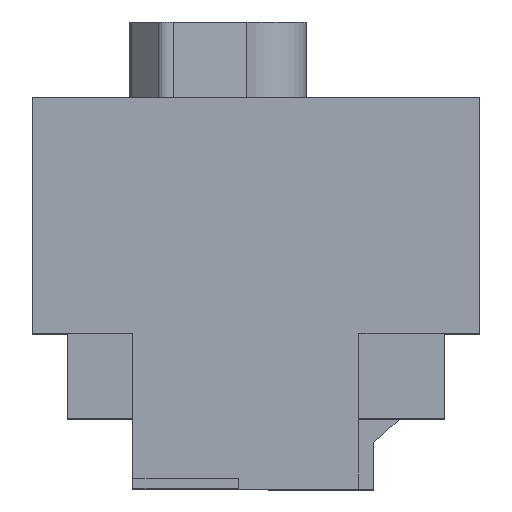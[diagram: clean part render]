
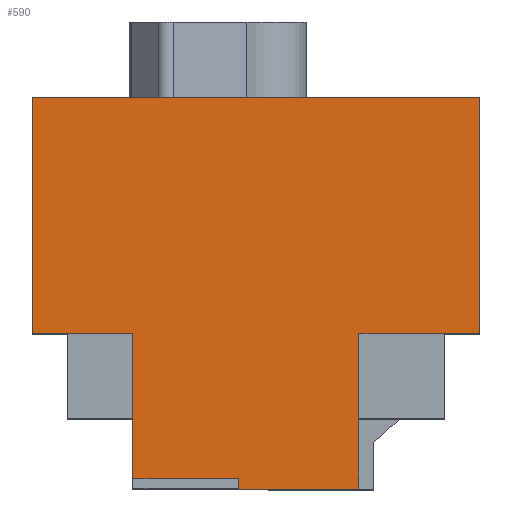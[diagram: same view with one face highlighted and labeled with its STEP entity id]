
A CAD part, top view. The second image highlights one B-rep face of the part: STEP entity #590.
In plain terms, the highlighted planar face has unit normal (0, 0, 1).
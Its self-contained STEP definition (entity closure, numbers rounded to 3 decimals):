
#57 = DIRECTION ( 'NONE',  ( 0., -1., 0. ) ) ;
#59 = CARTESIAN_POINT ( 'NONE',  ( 20., -31., 0. ) ) ;
#63 = CARTESIAN_POINT ( 'NONE',  ( 0., 47., 0. ) ) ;
#76 = CARTESIAN_POINT ( 'NONE',  ( 41., -31., 0. ) ) ;
#92 = FACE_OUTER_BOUND ( 'NONE', #1330, .T. ) ;
#93 = LINE ( 'NONE', #1331, #120 ) ;
#94 = LINE ( 'NONE', #424, #272 ) ;
#95 = EDGE_CURVE ( 'NONE', #856, #291, #1108, .T. ) ;
#97 = CARTESIAN_POINT ( 'NONE',  ( 26.5, -29., 0. ) ) ;
#106 = LINE ( 'NONE', #97, #1155 ) ;
#108 = CARTESIAN_POINT ( 'NONE',  ( 20., -31., 0. ) ) ;
#117 = EDGE_CURVE ( 'NONE', #423, #743, #324, .T. ) ;
#120 = VECTOR ( 'NONE', #1197, 1000. ) ;
#138 = CARTESIAN_POINT ( 'NONE',  ( 26.5, -29., 0. ) ) ;
#140 = CARTESIAN_POINT ( 'NONE',  ( 0., -29., 0. ) ) ;
#144 = DIRECTION ( 'NONE',  ( 0., 0., -1. ) ) ;
#150 = CARTESIAN_POINT ( 'NONE',  ( 65., -31., 0. ) ) ;
#173 = VERTEX_POINT ( 'NONE', #1085 ) ;
#187 = ORIENTED_EDGE ( 'NONE', *, *, #345, .F. ) ;
#188 = VERTEX_POINT ( 'NONE', #138 ) ;
#194 = EDGE_CURVE ( 'NONE', #768, #751, #1141, .T. ) ;
#197 = DIRECTION ( 'NONE',  ( 1., 0., 0. ) ) ;
#214 = VECTOR ( 'NONE', #57, 1000. ) ;
#260 = DIRECTION ( 'NONE',  ( -1., 0., 0. ) ) ;
#272 = VECTOR ( 'NONE', #1166, 1000. ) ;
#289 = CARTESIAN_POINT ( 'NONE',  ( 41., 47., 0. ) ) ;
#291 = VERTEX_POINT ( 'NONE', #643 ) ;
#298 = ORIENTED_EDGE ( 'NONE', *, *, #1245, .T. ) ;
#306 = CARTESIAN_POINT ( 'NONE',  ( 0., 0., 0. ) ) ;
#317 = CARTESIAN_POINT ( 'NONE',  ( 65., 0., 0. ) ) ;
#324 = LINE ( 'NONE', #1044, #941 ) ;
#326 = ORIENTED_EDGE ( 'NONE', *, *, #758, .T. ) ;
#335 = EDGE_CURVE ( 'NONE', #173, #414, #94, .T. ) ;
#337 = DIRECTION ( 'NONE',  ( -1., 0., 0. ) ) ;
#345 = EDGE_CURVE ( 'NONE', #1235, #669, #1182, .T. ) ;
#358 = CARTESIAN_POINT ( 'NONE',  ( 0., 0., 0. ) ) ;
#363 = DIRECTION ( 'NONE',  ( 1., 0., 0. ) ) ;
#373 = PLANE ( 'NONE',  #889 ) ;
#383 = DIRECTION ( 'NONE',  ( -1., 0., 0. ) ) ;
#396 = LINE ( 'NONE', #59, #1072 ) ;
#414 = VERTEX_POINT ( 'NONE', #1269 ) ;
#419 = ORIENTED_EDGE ( 'NONE', *, *, #194, .T. ) ;
#423 = VERTEX_POINT ( 'NONE', #731 ) ;
#424 = CARTESIAN_POINT ( 'NONE',  ( 0., 47., 0. ) ) ;
#425 = CARTESIAN_POINT ( 'NONE',  ( 34., -31., 0. ) ) ;
#428 = VECTOR ( 'NONE', #998, 1000. ) ;
#441 = LINE ( 'NONE', #289, #1004 ) ;
#470 = ORIENTED_EDGE ( 'NONE', *, *, #117, .F. ) ;
#471 = DIRECTION ( 'NONE',  ( 0., 1., 0. ) ) ;
#529 = DIRECTION ( 'NONE',  ( 1., 0., 0. ) ) ;
#533 = VECTOR ( 'NONE', #363, 1000. ) ;
#555 = LINE ( 'NONE', #777, #214 ) ;
#574 = LINE ( 'NONE', #1338, #428 ) ;
#580 = VECTOR ( 'NONE', #337, 1000. ) ;
#590 = ADVANCED_FACE ( 'NONE', ( #92 ), #373, .F. ) ;
#591 = CARTESIAN_POINT ( 'NONE',  ( 65., -31., 0. ) ) ;
#599 = VECTOR ( 'NONE', #197, 1000. ) ;
#600 = VERTEX_POINT ( 'NONE', #1316 ) ;
#604 = EDGE_CURVE ( 'NONE', #743, #932, #396, .T. ) ;
#643 = CARTESIAN_POINT ( 'NONE',  ( 20., 0., 0. ) ) ;
#669 = VERTEX_POINT ( 'NONE', #76 ) ;
#723 = ORIENTED_EDGE ( 'NONE', *, *, #916, .F. ) ;
#730 = CARTESIAN_POINT ( 'NONE',  ( 0., -29., 0. ) ) ;
#731 = CARTESIAN_POINT ( 'NONE',  ( 34., -29., 0. ) ) ;
#743 = VERTEX_POINT ( 'NONE', #425 ) ;
#751 = VERTEX_POINT ( 'NONE', #1264 ) ;
#758 = EDGE_CURVE ( 'NONE', #600, #188, #968, .T. ) ;
#768 = VERTEX_POINT ( 'NONE', #317 ) ;
#777 = CARTESIAN_POINT ( 'NONE',  ( 89., 47., 0. ) ) ;
#822 = VERTEX_POINT ( 'NONE', #868 ) ;
#823 = ORIENTED_EDGE ( 'NONE', *, *, #1323, .T. ) ;
#851 = EDGE_CURVE ( 'NONE', #423, #822, #1356, .T. ) ;
#856 = VERTEX_POINT ( 'NONE', #358 ) ;
#867 = ORIENTED_EDGE ( 'NONE', *, *, #335, .F. ) ;
#868 = CARTESIAN_POINT ( 'NONE',  ( 41., -29., 0. ) ) ;
#873 = EDGE_CURVE ( 'NONE', #414, #751, #555, .T. ) ;
#884 = ORIENTED_EDGE ( 'NONE', *, *, #851, .T. ) ;
#887 = DIRECTION ( 'NONE',  ( 1., 0., 0. ) ) ;
#888 = VECTOR ( 'NONE', #887, 1000. ) ;
#889 = AXIS2_PLACEMENT_3D ( 'NONE', #63, #144, #260 ) ;
#894 = EDGE_CURVE ( 'NONE', #1235, #768, #1138, .T. ) ;
#916 = EDGE_CURVE ( 'NONE', #600, #291, #574, .T. ) ;
#932 = VERTEX_POINT ( 'NONE', #1226 ) ;
#941 = VECTOR ( 'NONE', #1365, 1000. ) ;
#961 = ORIENTED_EDGE ( 'NONE', *, *, #604, .F. ) ;
#968 = LINE ( 'NONE', #730, #1168 ) ;
#992 = ORIENTED_EDGE ( 'NONE', *, *, #894, .T. ) ;
#998 = DIRECTION ( 'NONE',  ( 0., 1., 0. ) ) ;
#1003 = CARTESIAN_POINT ( 'NONE',  ( 0., 0., 0. ) ) ;
#1004 = VECTOR ( 'NONE', #1340, 1000. ) ;
#1044 = CARTESIAN_POINT ( 'NONE',  ( 34., -29., 0. ) ) ;
#1055 = DIRECTION ( 'NONE',  ( 0., -1., 0. ) ) ;
#1071 = ORIENTED_EDGE ( 'NONE', *, *, #95, .T. ) ;
#1072 = VECTOR ( 'NONE', #383, 1000. ) ;
#1085 = CARTESIAN_POINT ( 'NONE',  ( 0., 47., 0. ) ) ;
#1096 = EDGE_CURVE ( 'NONE', #188, #932, #106, .T. ) ;
#1108 = LINE ( 'NONE', #306, #599 ) ;
#1116 = ORIENTED_EDGE ( 'NONE', *, *, #873, .F. ) ;
#1138 = LINE ( 'NONE', #150, #1342 ) ;
#1141 = LINE ( 'NONE', #1003, #888 ) ;
#1155 = VECTOR ( 'NONE', #1055, 1000. ) ;
#1162 = ORIENTED_EDGE ( 'NONE', *, *, #1096, .T. ) ;
#1166 = DIRECTION ( 'NONE',  ( 1., 0., 0. ) ) ;
#1168 = VECTOR ( 'NONE', #529, 1000. ) ;
#1182 = LINE ( 'NONE', #108, #580 ) ;
#1197 = DIRECTION ( 'NONE',  ( 0., -1., 0. ) ) ;
#1226 = CARTESIAN_POINT ( 'NONE',  ( 26.5, -31., 0. ) ) ;
#1235 = VERTEX_POINT ( 'NONE', #591 ) ;
#1245 = EDGE_CURVE ( 'NONE', #822, #669, #441, .T. ) ;
#1264 = CARTESIAN_POINT ( 'NONE',  ( 89., 0., 0. ) ) ;
#1269 = CARTESIAN_POINT ( 'NONE',  ( 89., 47., 0. ) ) ;
#1316 = CARTESIAN_POINT ( 'NONE',  ( 20., -29., 0. ) ) ;
#1323 = EDGE_CURVE ( 'NONE', #173, #856, #93, .T. ) ;
#1330 = EDGE_LOOP ( 'NONE', ( #723, #326, #1162, #961, #470, #884, #298, #187, #992, #419, #1116, #867, #823, #1071 ) ) ;
#1331 = CARTESIAN_POINT ( 'NONE',  ( 0., 47., 0. ) ) ;
#1338 = CARTESIAN_POINT ( 'NONE',  ( 20., -31., 0. ) ) ;
#1340 = DIRECTION ( 'NONE',  ( 0., -1., 0. ) ) ;
#1342 = VECTOR ( 'NONE', #471, 1000. ) ;
#1356 = LINE ( 'NONE', #140, #533 ) ;
#1365 = DIRECTION ( 'NONE',  ( 0., -1., 0. ) ) ;
